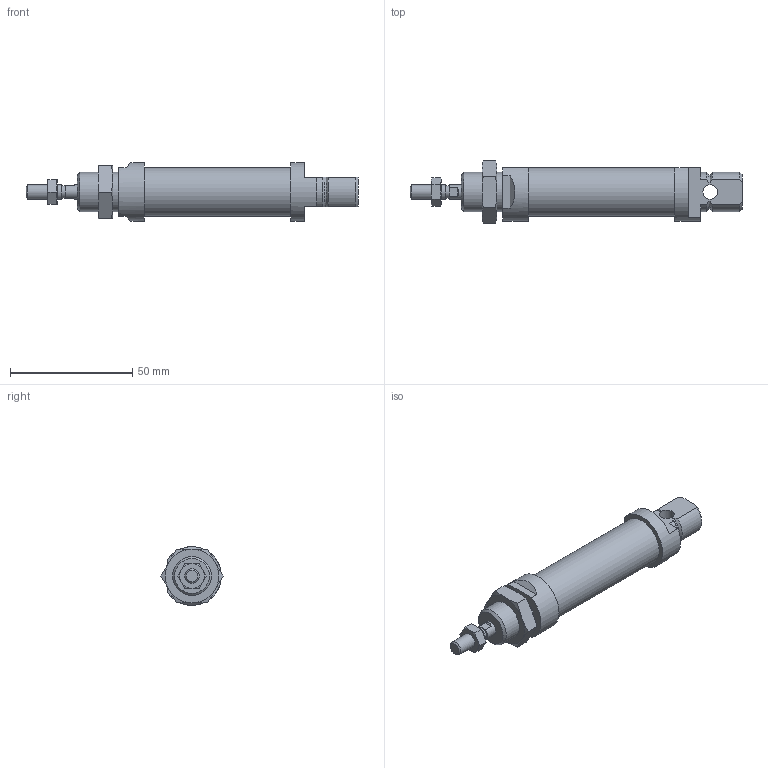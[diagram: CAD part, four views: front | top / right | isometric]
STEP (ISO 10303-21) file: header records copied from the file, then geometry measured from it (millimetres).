
FILE_DESCRIPTION(/* description */ ('STEP AP214'),/* implementation_level */ '2;1');
FILE_NAME(/* name */ '1272.16.25(0)',/* time_stamp */ '2022-11-29T19:40:38+01:00',/* author */ ('License CC BY-ND 4.0'),/* organization */ ('CADENAS'),/* preprocessor_version */ 'ST-DEVELOPER v18.102',/* originating_system */ 'PARTsolutions',/* authorisation */ ' ');
FILE_SCHEMA (('AUTOMOTIVE_DESIGN {1 0 10303 214 3 1 1}'));
Length unit declared in the file: millimetre
Products named in the file (7): 1272.16.25(0); n_iso_6432_16; rod_iso_6432_1607225; rh_iso_6432_160; 1200.16.05; fh_iso_6432_160; barrel_iso_6432_1607225
Assembly tree (6 placements, depth 2):
  1272.16.25(0)
    n_iso_6432_16
    rod_iso_6432_1607225
    rh_iso_6432_160
    1200.16.05
    fh_iso_6432_160
    barrel_iso_6432_1607225
Bounding box: 136 x 25.4 x 23.99 mm (x, y, z)
Volume: 32970.6 mm3; surface area: 16460.2 mm2
Topology: 6 solids, 6 shells, 110 faces, 241 edges, 148 vertices
Faces by surface type: plane 47, cone 40, cylinder 23
Full cylindrical faces by diameter (mm): 4.134 x2, 4.917 x1, 5 x1, 6 x4, 12 x2, 14.3 x1, 14.376 x1, 16 x2, 20 x1
Entity records: 3108 total; most frequent: CARTESIAN_POINT 657, DIRECTION 478, ORIENTED_EDGE 428, EDGE_CURVE 214, AXIS2_PLACEMENT_3D 207, EDGE_LOOP 150, FACE_BOUND 150, VERTEX_POINT 146
